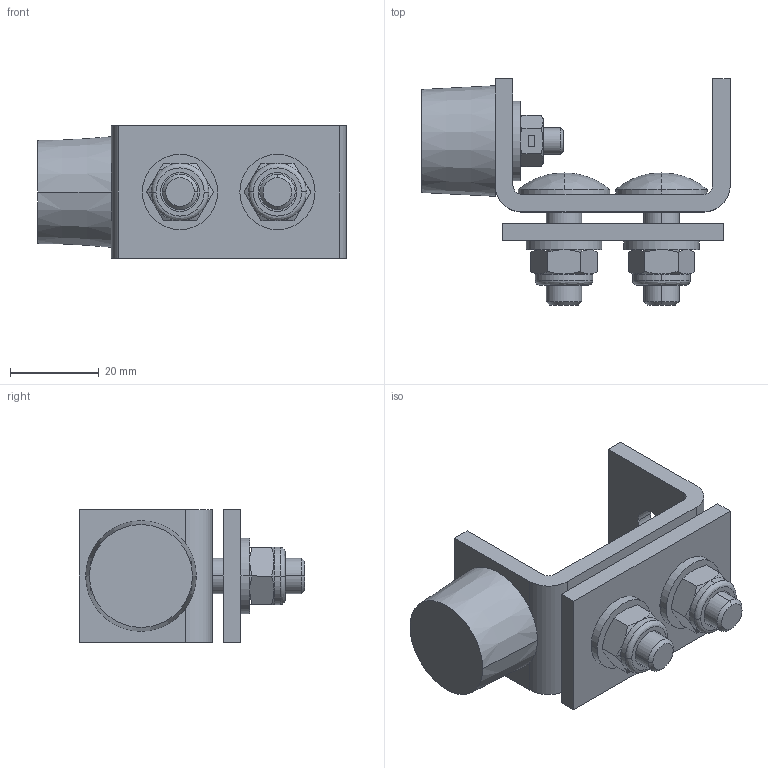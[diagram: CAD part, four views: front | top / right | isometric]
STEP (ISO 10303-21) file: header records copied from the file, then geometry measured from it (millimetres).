
FILE_DESCRIPTION (( 'STEP AP214' ), '1' );
FILE_NAME ('0020630.step', '2022-08-30T12:41:24', ( '' ), ( '' ), 'SwSTEP 2.0', 'SolidWorks 2020', '' );
FILE_SCHEMA (( 'AUTOMOTIVE_DESIGN' ));
Length unit declared in the file: millimetre
Products named in the file (1): 0020630
Bounding box: 69.7 x 51.05 x 30 mm (x, y, z)
Surface area: 16959.8 mm2 (no closed solid volume)
Topology: 0 solids, 14 shells, 151 faces, 367 edges, 248 vertices
Faces by surface type: plane 72, cone 37, cylinder 34, bspline 8
Entity records: 6902 total; most frequent: CARTESIAN_POINT 2931, ORIENTED_EDGE 694, DIRECTION 665, EDGE_CURVE 367, AXIS2_PLACEMENT_3D 256, VERTEX_POINT 248, EDGE_LOOP 175, LINE 153
